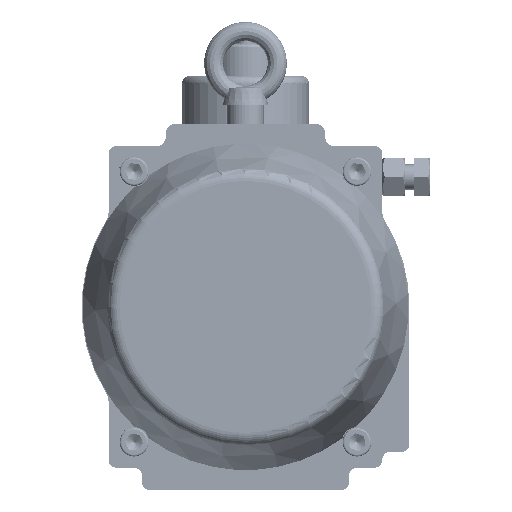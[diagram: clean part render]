
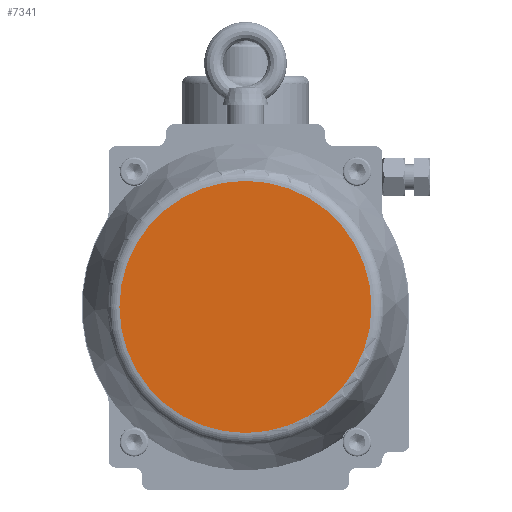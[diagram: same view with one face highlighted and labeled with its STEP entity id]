
A CAD part, front view. The second image highlights one B-rep face of the part: STEP entity #7341.
In plain terms, the highlighted planar face has unit normal (0, -1, 0).
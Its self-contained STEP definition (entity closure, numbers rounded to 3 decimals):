
#5535=FACE_OUTER_BOUND('',#10146,.T.);
#7341=ADVANCED_FACE('',(#5535),#8311,.T.);
#8311=PLANE('',#26043);
#10146=EDGE_LOOP('',(#14279));
#14279=ORIENTED_EDGE('',*,*,#21904,.T.);
#19071=VERTEX_POINT('',#41760);
#21904=EDGE_CURVE('',#19071,#19071,#24233,.T.);
#24233=CIRCLE('',#26042,79.167);
#26042=AXIS2_PLACEMENT_3D('',#41759,#30646,#30647);
#26043=AXIS2_PLACEMENT_3D('',#41761,#30648,#30649);
#30646=DIRECTION('',(0.,-1.,0.));
#30647=DIRECTION('',(0.,0.,-1.));
#30648=DIRECTION('',(0.,-1.,0.));
#30649=DIRECTION('',(0.,0.,-1.));
#41759=CARTESIAN_POINT('',(0.,-80.5,0.));
#41760=CARTESIAN_POINT('',(0.,-80.5,-79.167));
#41761=CARTESIAN_POINT('',(0.,-80.5,0.));
